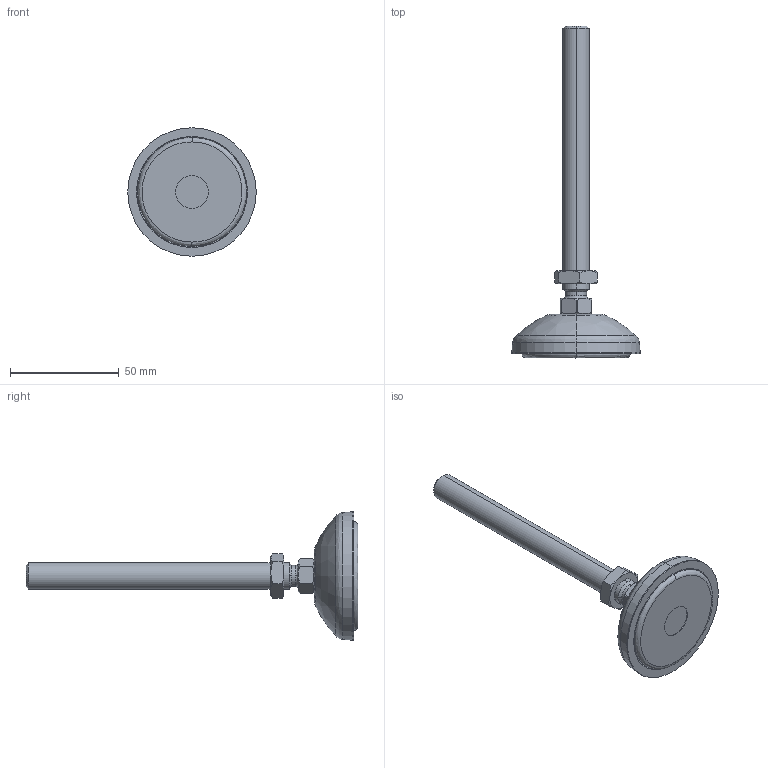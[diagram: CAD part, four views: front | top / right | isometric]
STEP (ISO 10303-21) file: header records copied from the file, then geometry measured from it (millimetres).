
FILE_DESCRIPTION (( 'STEP AP203' ), '1' );
FILE_NAME ('A60.00.60.05 Nylon swivel feet 60 - M12 x 125.STEP', '2018-09-28T13:17:39', ( '' ), ( '' ), 'SwSTEP 2.0', 'SolidWorks 2015', '' );
FILE_SCHEMA (( 'CONFIG_CONTROL_DESIGN' ));
Length unit declared in the file: inch
Products named in the file (2): A60.00.60.05 Nylon swivel feet 60 - M12 x 125
Bounding box: 59 x 152.5 x 59 mm (x, y, z)
Volume: 50550.2 mm3; surface area: 22339.4 mm2
Topology: 4 solids, 4 shells, 234 faces, 588 edges, 361 vertices
Faces by surface type: bspline 93, plane 53, cone 51, cylinder 37
Entity records: 10290 total; most frequent: CARTESIAN_POINT 5253, ORIENTED_EDGE 1160, DIRECTION 856, EDGE_CURVE 580, AXIS2_PLACEMENT_3D 374, VERTEX_POINT 361, EDGE_LOOP 243, B_SPLINE_CURVE_WITH_KNOTS 235
